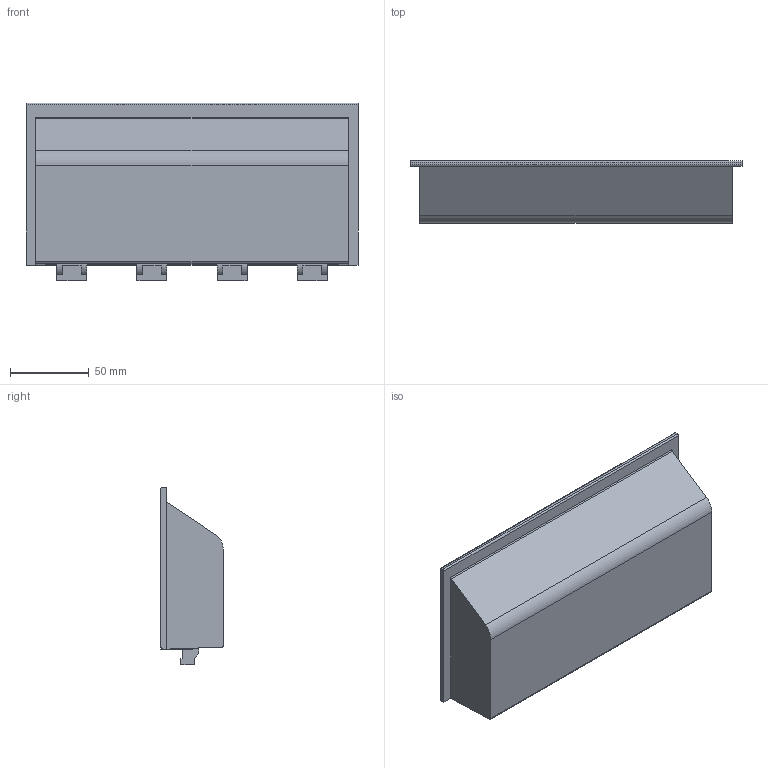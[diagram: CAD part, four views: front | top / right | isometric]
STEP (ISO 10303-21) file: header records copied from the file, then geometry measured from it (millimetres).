
FILE_DESCRIPTION (( 'STEP AP203' ), '1' );
FILE_NAME ('416500001_Greifschale_Nut_10_210x105x40.STEP', '2023-03-19T01:29:55', ( '' ), ( '' ), 'SwSTEP 2.0', 'SolidWorks 2014', '' );
FILE_SCHEMA (( 'CONFIG_CONTROL_DESIGN' ));
Length unit declared in the file: millimetre
Products named in the file (1): 416500001_Greifschale_Nut_10_210x105x40
Bounding box: 211 x 39.6 x 113.1 mm (x, y, z)
Volume: 113348.1 mm3; surface area: 81712.1 mm2
Topology: 1 solids, 1 shells, 129 faces, 354 edges, 232 vertices
Faces by surface type: plane 96, cylinder 29, cone 4
Entity records: 4139 total; most frequent: CARTESIAN_POINT 746, ORIENTED_EDGE 708, DIRECTION 666, EDGE_CURVE 354, LINE 282, VECTOR 282, VERTEX_POINT 232, AXIS2_PLACEMENT_3D 192
